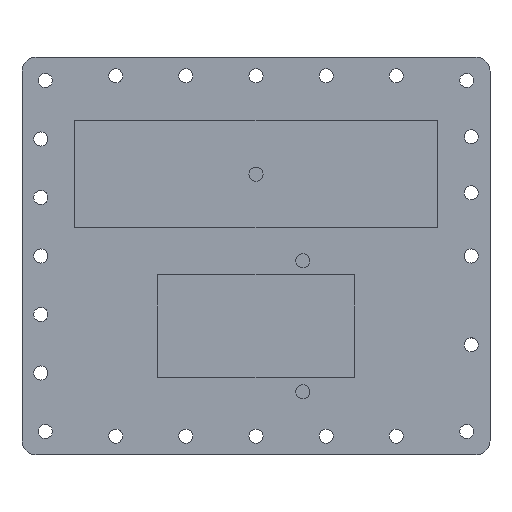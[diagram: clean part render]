
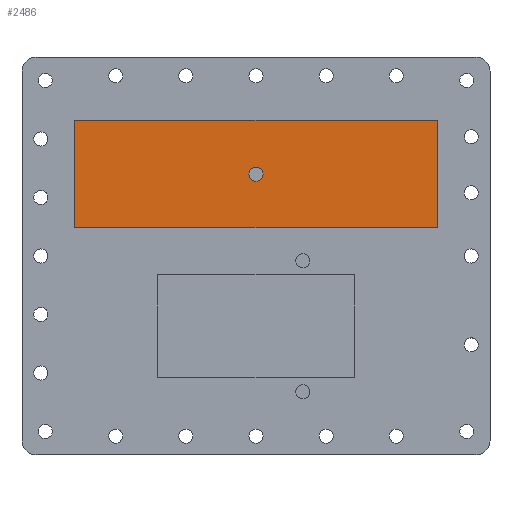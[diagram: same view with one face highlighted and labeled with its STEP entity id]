
A CAD part, top view. The second image highlights one B-rep face of the part: STEP entity #2486.
In plain terms, the highlighted planar face has unit normal (0, 0, 1).
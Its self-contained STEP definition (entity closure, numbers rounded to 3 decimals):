
#34=FACE_BOUND('',#800,.T.);
#148=PLANE('',#2765);
#321=LINE('',#5171,#424);
#325=LINE('',#5178,#428);
#328=LINE('',#5184,#431);
#330=LINE('',#5187,#433);
#424=VECTOR('',#3346,10.);
#428=VECTOR('',#3352,10.);
#431=VECTOR('',#3357,10.);
#433=VECTOR('',#3361,10.);
#617=FACE_OUTER_BOUND('',#799,.T.);
#799=EDGE_LOOP('',(#2165,#2166,#2167,#2168));
#800=EDGE_LOOP('',(#2169));
#1080=CIRCLE('',#2766,1.5);
#1302=VERTEX_POINT('',#5168);
#1303=VERTEX_POINT('',#5170);
#1305=VERTEX_POINT('',#5176);
#1307=VERTEX_POINT('',#5182);
#1308=VERTEX_POINT('',#5189);
#1627=EDGE_CURVE('',#1302,#1303,#321,.T.);
#1631=EDGE_CURVE('',#1305,#1302,#325,.T.);
#1634=EDGE_CURVE('',#1307,#1305,#328,.T.);
#1636=EDGE_CURVE('',#1303,#1307,#330,.T.);
#1637=EDGE_CURVE('',#1308,#1308,#1080,.T.);
#2165=ORIENTED_EDGE('',*,*,#1636,.F.);
#2166=ORIENTED_EDGE('',*,*,#1627,.F.);
#2167=ORIENTED_EDGE('',*,*,#1631,.F.);
#2168=ORIENTED_EDGE('',*,*,#1634,.F.);
#2169=ORIENTED_EDGE('',*,*,#1637,.F.);
#2486=ADVANCED_FACE('',(#617,#34),#148,.F.);
#2765=AXIS2_PLACEMENT_3D('',#5188,#3362,#3363);
#2766=AXIS2_PLACEMENT_3D('',#5190,#3364,#3365);
#3346=DIRECTION('',(0.,1.,0.));
#3352=DIRECTION('',(-1.,0.,0.));
#3357=DIRECTION('',(0.,-1.,0.));
#3361=DIRECTION('',(1.,0.,0.));
#3362=DIRECTION('center_axis',(0.,0.,-1.));
#3363=DIRECTION('ref_axis',(-1.,0.,0.));
#3364=DIRECTION('center_axis',(0.,0.,1.));
#3365=DIRECTION('ref_axis',(-1.,0.,0.));
#5168=CARTESIAN_POINT('',(-38.75,6.,-0.5));
#5170=CARTESIAN_POINT('',(-38.75,29.,-0.5));
#5171=CARTESIAN_POINT('',(-38.75,6.,-0.5));
#5176=CARTESIAN_POINT('',(38.75,6.,-0.5));
#5178=CARTESIAN_POINT('',(38.75,6.,-0.5));
#5182=CARTESIAN_POINT('',(38.75,29.,-0.5));
#5184=CARTESIAN_POINT('',(38.75,29.,-0.5));
#5187=CARTESIAN_POINT('',(-38.75,29.,-0.5));
#5188=CARTESIAN_POINT('Origin',(0.,17.5,-0.5));
#5189=CARTESIAN_POINT('',(1.5,17.5,-0.5));
#5190=CARTESIAN_POINT('Origin',(0.,17.5,-0.5));
